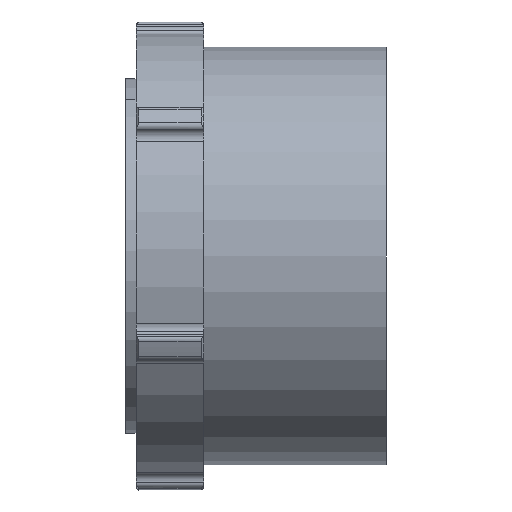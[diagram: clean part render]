
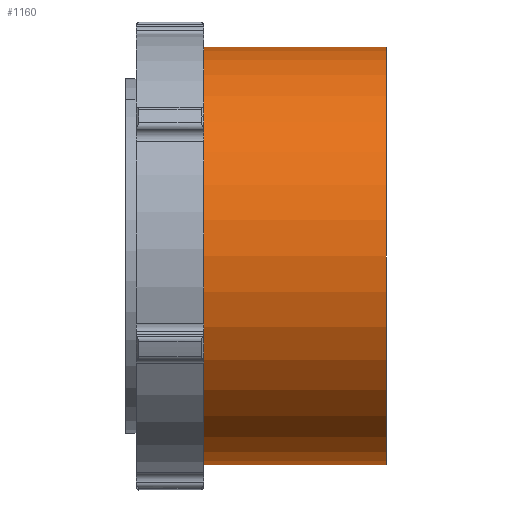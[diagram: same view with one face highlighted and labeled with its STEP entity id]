
A CAD part, left-side view. The second image highlights one B-rep face of the part: STEP entity #1160.
In plain terms, the highlighted cylindrical face has radius 40 mm (diameter 80 mm), a partial arc.
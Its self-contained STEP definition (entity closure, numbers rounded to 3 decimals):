
#3 = ORIENTED_EDGE ( 'NONE', *, *, #531, .F. ) ;
#127 = DIRECTION ( 'NONE',  ( 0., 1., 0. ) ) ;
#313 = AXIS2_PLACEMENT_3D ( 'NONE', #524, #863, #1256 ) ;
#324 = CYLINDRICAL_SURFACE ( 'NONE', #1710, 40. ) ;
#331 = VECTOR ( 'NONE', #793, 1000. ) ;
#466 = DIRECTION ( 'NONE',  ( 0., 0., 1. ) ) ;
#490 = EDGE_CURVE ( 'NONE', #1539, #1992, #2216, .T. ) ;
#501 = EDGE_CURVE ( 'NONE', #1539, #2075, #842, .T. ) ;
#524 = CARTESIAN_POINT ( 'NONE',  ( 0., 35., 0. ) ) ;
#531 = EDGE_CURVE ( 'NONE', #2075, #2051, #1264, .T. ) ;
#593 = LINE ( 'NONE', #606, #331 ) ;
#606 = CARTESIAN_POINT ( 'NONE',  ( 0., 25.306, 40. ) ) ;
#679 = EDGE_LOOP ( 'NONE', ( #2269, #1559, #1780, #3 ) ) ;
#793 = DIRECTION ( 'NONE',  ( 0., 1., 0. ) ) ;
#842 = LINE ( 'NONE', #1380, #1795 ) ;
#863 = DIRECTION ( 'NONE',  ( 0., 1., 0. ) ) ;
#878 = CARTESIAN_POINT ( 'NONE',  ( 0., 35., -40. ) ) ;
#1000 = FACE_OUTER_BOUND ( 'NONE', #679, .T. ) ;
#1008 = CARTESIAN_POINT ( 'NONE',  ( 0., 0., 0. ) ) ;
#1160 = ADVANCED_FACE ( 'NONE', ( #1000 ), #324, .T. ) ;
#1256 = DIRECTION ( 'NONE',  ( -1., 0., 0. ) ) ;
#1264 = CIRCLE ( 'NONE', #313, 40. ) ;
#1380 = CARTESIAN_POINT ( 'NONE',  ( 0., 25.306, -40. ) ) ;
#1399 = CARTESIAN_POINT ( 'NONE',  ( 0., 35., 40. ) ) ;
#1539 = VERTEX_POINT ( 'NONE', #1918 ) ;
#1559 = ORIENTED_EDGE ( 'NONE', *, *, #490, .T. ) ;
#1572 = DIRECTION ( 'NONE',  ( 0., 1., 0. ) ) ;
#1710 = AXIS2_PLACEMENT_3D ( 'NONE', #2110, #2123, #466 ) ;
#1718 = EDGE_CURVE ( 'NONE', #1992, #2051, #593, .T. ) ;
#1780 = ORIENTED_EDGE ( 'NONE', *, *, #1718, .T. ) ;
#1795 = VECTOR ( 'NONE', #1572, 1000. ) ;
#1918 = CARTESIAN_POINT ( 'NONE',  ( 0., 0., -40. ) ) ;
#1992 = VERTEX_POINT ( 'NONE', #2317 ) ;
#2051 = VERTEX_POINT ( 'NONE', #1399 ) ;
#2067 = AXIS2_PLACEMENT_3D ( 'NONE', #1008, #127, #2283 ) ;
#2075 = VERTEX_POINT ( 'NONE', #878 ) ;
#2110 = CARTESIAN_POINT ( 'NONE',  ( 0., 25.306, 0. ) ) ;
#2123 = DIRECTION ( 'NONE',  ( 0., 1., 0. ) ) ;
#2216 = CIRCLE ( 'NONE', #2067, 40. ) ;
#2269 = ORIENTED_EDGE ( 'NONE', *, *, #501, .F. ) ;
#2283 = DIRECTION ( 'NONE',  ( 0., 0., 1. ) ) ;
#2317 = CARTESIAN_POINT ( 'NONE',  ( 0., 0., 40. ) ) ;
